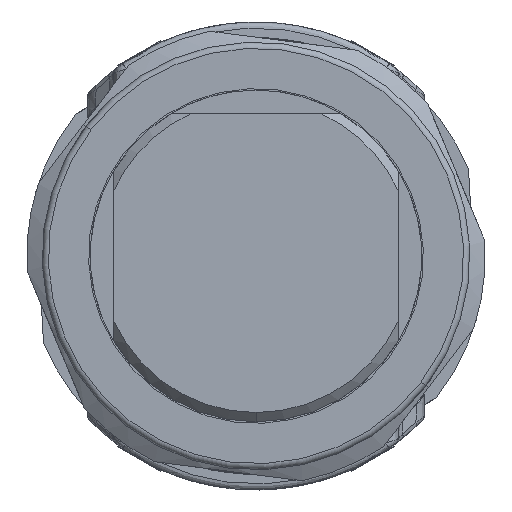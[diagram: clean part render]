
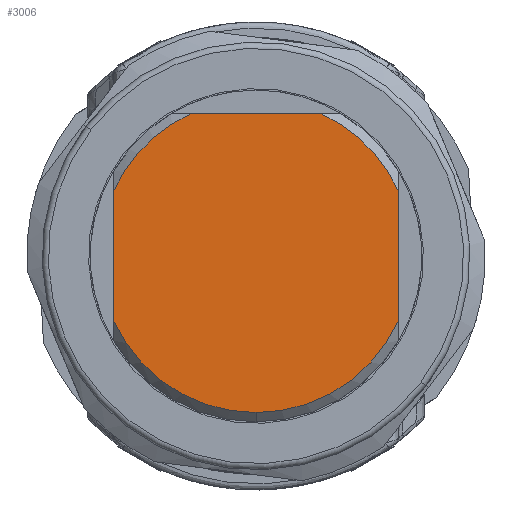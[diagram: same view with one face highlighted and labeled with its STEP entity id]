
A CAD part, front view. The second image highlights one B-rep face of the part: STEP entity #3006.
In plain terms, the highlighted planar face has unit normal (0, -1, 0).
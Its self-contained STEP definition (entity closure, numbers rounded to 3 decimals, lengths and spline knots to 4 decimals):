
#559 = LINE ( 'NONE', #17322, #28777 ) ;
#1323 = CARTESIAN_POINT ( 'NONE',  ( -0.4102, -1.9094, 0.9055 ) ) ;
#1611 = DIRECTION ( 'NONE',  ( 0., 0., 1. ) ) ;
#1701 = DIRECTION ( 'NONE',  ( 0., -1., 0. ) ) ;
#2246 = CARTESIAN_POINT ( 'NONE',  ( 0., -1.9094, 0. ) ) ;
#2427 = CIRCLE ( 'NONE', #33151, 0.9941 ) ;
#3006 = ADVANCED_FACE ( 'NONE', ( #47332 ), #9665, .T. ) ;
#3920 = CARTESIAN_POINT ( 'NONE',  ( 0., -1.9094, 0. ) ) ;
#5046 = EDGE_CURVE ( 'NONE', #40124, #29902, #5550, .T. ) ;
#5537 = DIRECTION ( 'NONE',  ( 0., 0., 1. ) ) ;
#5550 = CIRCLE ( 'NONE', #36266, 0.9941 ) ;
#6454 = DIRECTION ( 'NONE',  ( 0., 0., 1. ) ) ;
#9665 = PLANE ( 'NONE',  #9972 ) ;
#9972 = AXIS2_PLACEMENT_3D ( 'NONE', #26409, #43209, #5537 ) ;
#10921 = CIRCLE ( 'NONE', #41665, 0.9941 ) ;
#11919 = CIRCLE ( 'NONE', #18901, 0.9941 ) ;
#12421 = ORIENTED_EDGE ( 'NONE', *, *, #13187, .T. ) ;
#12704 = LINE ( 'NONE', #29436, #28456 ) ;
#12745 = VERTEX_POINT ( 'NONE', #45961 ) ;
#12781 = EDGE_CURVE ( 'NONE', #34592, #23226, #12704, .T. ) ;
#12970 = ORIENTED_EDGE ( 'NONE', *, *, #23914, .F. ) ;
#13187 = EDGE_CURVE ( 'NONE', #23226, #15200, #10921, .T. ) ;
#15200 = VERTEX_POINT ( 'NONE', #20938 ) ;
#15233 = VECTOR ( 'NONE', #1611, 39.3701 ) ;
#17322 = CARTESIAN_POINT ( 'NONE',  ( -0.9843, -1.9094, 0.9055 ) ) ;
#17914 = CARTESIAN_POINT ( 'NONE',  ( 0.9055, -1.9094, -0.4102 ) ) ;
#18453 = DIRECTION ( 'NONE',  ( 0., 0., 1. ) ) ;
#18901 = AXIS2_PLACEMENT_3D ( 'NONE', #2246, #18989, #35781 ) ;
#18989 = DIRECTION ( 'NONE',  ( 0., -1., 0. ) ) ;
#20661 = DIRECTION ( 'NONE',  ( 0., -1., 0. ) ) ;
#20938 = CARTESIAN_POINT ( 'NONE',  ( 0.4102, -1.9094, 0.9055 ) ) ;
#22512 = LINE ( 'NONE', #39276, #15233 ) ;
#23226 = VERTEX_POINT ( 'NONE', #49090 ) ;
#23914 = EDGE_CURVE ( 'NONE', #40124, #12745, #22512, .T. ) ;
#24399 = ORIENTED_EDGE ( 'NONE', *, *, #28692, .F. ) ;
#26409 = CARTESIAN_POINT ( 'NONE',  ( 0., -1.9094, 0. ) ) ;
#27340 = CARTESIAN_POINT ( 'NONE',  ( 0., -1.9094, 0. ) ) ;
#27502 = ORIENTED_EDGE ( 'NONE', *, *, #34712, .T. ) ;
#28456 = VECTOR ( 'NONE', #46238, 39.3701 ) ;
#28692 = EDGE_CURVE ( 'NONE', #48162, #15200, #559, .T. ) ;
#28777 = VECTOR ( 'NONE', #34107, 39.3701 ) ;
#29436 = CARTESIAN_POINT ( 'NONE',  ( 0.9055, -1.9094, -0.689 ) ) ;
#29694 = EDGE_LOOP ( 'NONE', ( #33865, #12421, #24399, #39220, #12970, #34382, #27502 ) ) ;
#29902 = VERTEX_POINT ( 'NONE', #33967 ) ;
#33151 = AXIS2_PLACEMENT_3D ( 'NONE', #3920, #20661, #37463 ) ;
#33865 = ORIENTED_EDGE ( 'NONE', *, *, #12781, .T. ) ;
#33967 = CARTESIAN_POINT ( 'NONE',  ( 0., -1.9094, -0.9941 ) ) ;
#34107 = DIRECTION ( 'NONE',  ( 1., 0., 0. ) ) ;
#34382 = ORIENTED_EDGE ( 'NONE', *, *, #5046, .T. ) ;
#34592 = VERTEX_POINT ( 'NONE', #17914 ) ;
#34712 = EDGE_CURVE ( 'NONE', #29902, #34592, #11919, .T. ) ;
#35781 = DIRECTION ( 'NONE',  ( 0., 0., 1. ) ) ;
#36266 = AXIS2_PLACEMENT_3D ( 'NONE', #27340, #44132, #6454 ) ;
#37463 = DIRECTION ( 'NONE',  ( 0., 0., 1. ) ) ;
#39220 = ORIENTED_EDGE ( 'NONE', *, *, #39508, .T. ) ;
#39276 = CARTESIAN_POINT ( 'NONE',  ( -0.9055, -1.9094, -0.689 ) ) ;
#39368 = CARTESIAN_POINT ( 'NONE',  ( 0., -1.9094, 0. ) ) ;
#39508 = EDGE_CURVE ( 'NONE', #48162, #12745, #2427, .T. ) ;
#40124 = VERTEX_POINT ( 'NONE', #41200 ) ;
#41200 = CARTESIAN_POINT ( 'NONE',  ( -0.9055, -1.9094, -0.4102 ) ) ;
#41665 = AXIS2_PLACEMENT_3D ( 'NONE', #39368, #1701, #18453 ) ;
#43209 = DIRECTION ( 'NONE',  ( 0., -1., 0. ) ) ;
#44132 = DIRECTION ( 'NONE',  ( 0., -1., 0. ) ) ;
#45961 = CARTESIAN_POINT ( 'NONE',  ( -0.9055, -1.9094, 0.4102 ) ) ;
#46238 = DIRECTION ( 'NONE',  ( 0., 0., 1. ) ) ;
#47332 = FACE_OUTER_BOUND ( 'NONE', #29694, .T. ) ;
#48162 = VERTEX_POINT ( 'NONE', #1323 ) ;
#49090 = CARTESIAN_POINT ( 'NONE',  ( 0.9055, -1.9094, 0.4102 ) ) ;
